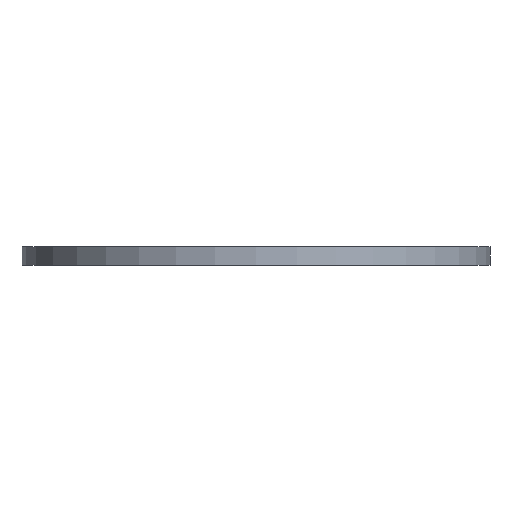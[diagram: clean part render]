
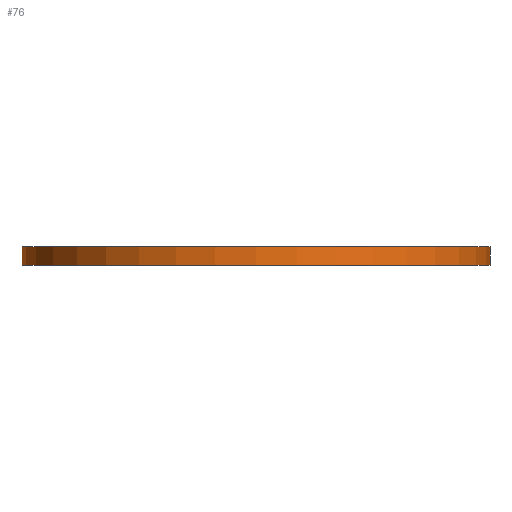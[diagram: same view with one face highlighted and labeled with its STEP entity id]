
A CAD part, front view. The second image highlights one B-rep face of the part: STEP entity #76.
In plain terms, the highlighted cylindrical face has radius 50 mm (diameter 100 mm), a partial arc.
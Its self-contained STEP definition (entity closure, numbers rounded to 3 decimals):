
#32 = ORIENTED_EDGE ( 'NONE', *, *, #589, .F. ) ;
#44 = ORIENTED_EDGE ( 'NONE', *, *, #614, .T. ) ;
#48 = CARTESIAN_POINT ( 'NONE',  ( -50., 0., 4. ) ) ;
#60 = AXIS2_PLACEMENT_3D ( 'NONE', #138, #189, #375 ) ;
#76 = ADVANCED_FACE ( 'NONE', ( #740 ), #553, .T. ) ;
#138 = CARTESIAN_POINT ( 'NONE',  ( 0., 0., 4. ) ) ;
#145 = VERTEX_POINT ( 'NONE', #48 ) ;
#147 = VECTOR ( 'NONE', #257, 1000. ) ;
#174 = ORIENTED_EDGE ( 'NONE', *, *, #581, .T. ) ;
#185 = VERTEX_POINT ( 'NONE', #336 ) ;
#189 = DIRECTION ( 'NONE',  ( 0., 0., 1. ) ) ;
#212 = CIRCLE ( 'NONE', #655, 50. ) ;
#256 = DIRECTION ( 'NONE',  ( 0., 0., -1. ) ) ;
#257 = DIRECTION ( 'NONE',  ( 0., 0., -1. ) ) ;
#284 = VERTEX_POINT ( 'NONE', #580 ) ;
#312 = VECTOR ( 'NONE', #629, 1000. ) ;
#313 = DIRECTION ( 'NONE',  ( 1., 0., 0. ) ) ;
#321 = DIRECTION ( 'NONE',  ( -1., 0., 0. ) ) ;
#336 = CARTESIAN_POINT ( 'NONE',  ( 50., 0., 4. ) ) ;
#371 = DIRECTION ( 'NONE',  ( 0., 0., 1. ) ) ;
#375 = DIRECTION ( 'NONE',  ( 1., 0., 0. ) ) ;
#381 = CARTESIAN_POINT ( 'NONE',  ( 0., 0., 4. ) ) ;
#487 = VERTEX_POINT ( 'NONE', #741 ) ;
#494 = LINE ( 'NONE', #613, #147 ) ;
#496 = EDGE_CURVE ( 'NONE', #145, #185, #738, .T. ) ;
#539 = ORIENTED_EDGE ( 'NONE', *, *, #496, .F. ) ;
#553 = CYLINDRICAL_SURFACE ( 'NONE', #753, 50. ) ;
#578 = CARTESIAN_POINT ( 'NONE',  ( -50., 0., 4. ) ) ;
#580 = CARTESIAN_POINT ( 'NONE',  ( -50., 0., 0. ) ) ;
#581 = EDGE_CURVE ( 'NONE', #284, #487, #212, .T. ) ;
#587 = EDGE_LOOP ( 'NONE', ( #32, #539, #44, #174 ) ) ;
#589 = EDGE_CURVE ( 'NONE', #185, #487, #494, .T. ) ;
#613 = CARTESIAN_POINT ( 'NONE',  ( 50., 0., 4. ) ) ;
#614 = EDGE_CURVE ( 'NONE', #145, #284, #771, .T. ) ;
#626 = CARTESIAN_POINT ( 'NONE',  ( 0., 0., 0. ) ) ;
#629 = DIRECTION ( 'NONE',  ( 0., 0., -1. ) ) ;
#655 = AXIS2_PLACEMENT_3D ( 'NONE', #626, #371, #313 ) ;
#738 = CIRCLE ( 'NONE', #60, 50. ) ;
#740 = FACE_OUTER_BOUND ( 'NONE', #587, .T. ) ;
#741 = CARTESIAN_POINT ( 'NONE',  ( 50., 0., 0. ) ) ;
#753 = AXIS2_PLACEMENT_3D ( 'NONE', #381, #256, #321 ) ;
#771 = LINE ( 'NONE', #578, #312 ) ;
